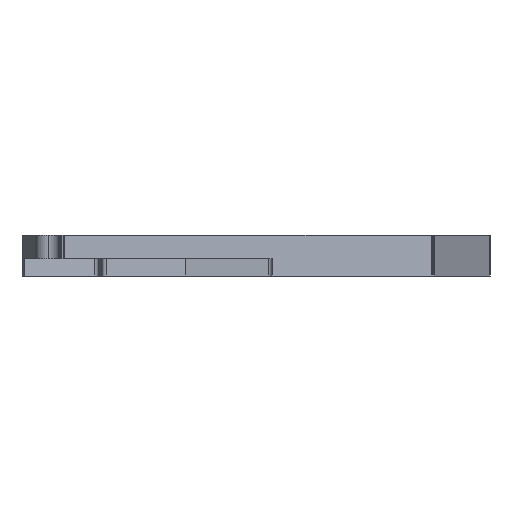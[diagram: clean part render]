
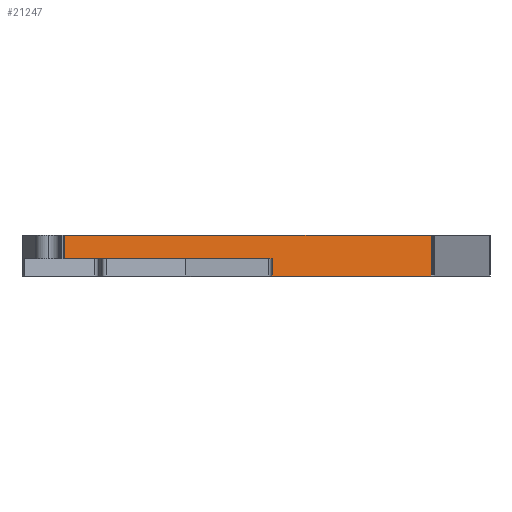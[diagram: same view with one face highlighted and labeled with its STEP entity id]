
A CAD part, front view. The second image highlights one B-rep face of the part: STEP entity #21247.
In plain terms, the highlighted planar face has unit normal (0.186, -0.983, 0).
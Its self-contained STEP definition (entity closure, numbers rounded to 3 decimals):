
#3105=FACE_OUTER_BOUND('',#4558,.T.);
#4558=EDGE_LOOP('',(#18841,#18842,#18843,#18844,#18845,#18846));
#6151=LINE('',#37773,#8054);
#6262=LINE('',#37999,#8165);
#6403=LINE('',#38466,#8306);
#6468=LINE('',#38672,#8371);
#6469=LINE('',#38673,#8372);
#6470=LINE('',#38674,#8373);
#8054=VECTOR('',#28329,10.);
#8165=VECTOR('',#28548,10.);
#8306=VECTOR('',#28995,10.);
#8371=VECTOR('',#29242,10.);
#8372=VECTOR('',#29243,10.);
#8373=VECTOR('',#29244,10.);
#10076=VERTEX_POINT('',#37771);
#10077=VERTEX_POINT('',#37772);
#10135=VERTEX_POINT('',#37992);
#10138=VERTEX_POINT('',#37997);
#10260=VERTEX_POINT('',#38458);
#10311=VERTEX_POINT('',#38671);
#12839=EDGE_CURVE('',#10076,#10077,#6151,.T.);
#12953=EDGE_CURVE('',#10138,#10135,#6262,.T.);
#13163=EDGE_CURVE('',#10260,#10135,#6403,.T.);
#13267=EDGE_CURVE('',#10077,#10311,#6468,.T.);
#13268=EDGE_CURVE('',#10260,#10311,#6469,.T.);
#13269=EDGE_CURVE('',#10138,#10076,#6470,.T.);
#18841=ORIENTED_EDGE('',*,*,#12839,.T.);
#18842=ORIENTED_EDGE('',*,*,#13267,.T.);
#18843=ORIENTED_EDGE('',*,*,#13268,.F.);
#18844=ORIENTED_EDGE('',*,*,#13163,.T.);
#18845=ORIENTED_EDGE('',*,*,#12953,.F.);
#18846=ORIENTED_EDGE('',*,*,#13269,.T.);
#20001=PLANE('',#23315);
#21247=ADVANCED_FACE('',(#3105),#20001,.F.);
#23315=AXIS2_PLACEMENT_3D('',#38670,#29240,#29241);
#28329=DIRECTION('',(0.,0.,-1.));
#28548=DIRECTION('',(0.,0.,-1.));
#28995=DIRECTION('',(0.983,0.186,0.));
#29240=DIRECTION('center_axis',(-0.186,0.983,0.));
#29241=DIRECTION('ref_axis',(0.983,0.186,0.));
#29242=DIRECTION('',(0.983,0.186,0.));
#29243=DIRECTION('',(0.,0.,1.));
#29244=DIRECTION('',(-0.983,-0.186,0.));
#37771=CARTESIAN_POINT('',(13.396,-94.546,3.));
#37772=CARTESIAN_POINT('',(13.396,-94.546,-3.502));
#37773=CARTESIAN_POINT('',(13.396,-94.546,-3.002));
#37992=CARTESIAN_POINT('',(115.201,-75.272,-8.3));
#37997=CARTESIAN_POINT('',(115.201,-75.272,3.));
#37999=CARTESIAN_POINT('',(115.201,-75.272,1.8));
#38458=CARTESIAN_POINT('',(71.,-83.64,-8.3));
#38466=CARTESIAN_POINT('',(43.444,-88.857,-8.3));
#38670=CARTESIAN_POINT('Origin',(13.396,-94.546,1.8));
#38671=CARTESIAN_POINT('',(71.,-83.64,-3.502));
#38672=CARTESIAN_POINT('',(25.742,-92.208,-3.502));
#38673=CARTESIAN_POINT('',(71.,-83.64,-1.216));
#38674=CARTESIAN_POINT('',(13.396,-94.546,3.));
